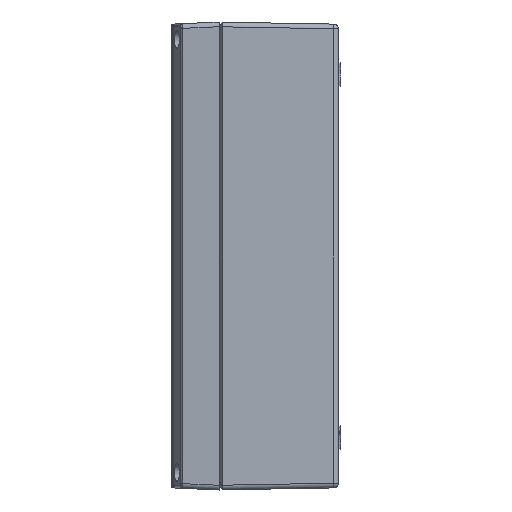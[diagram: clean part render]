
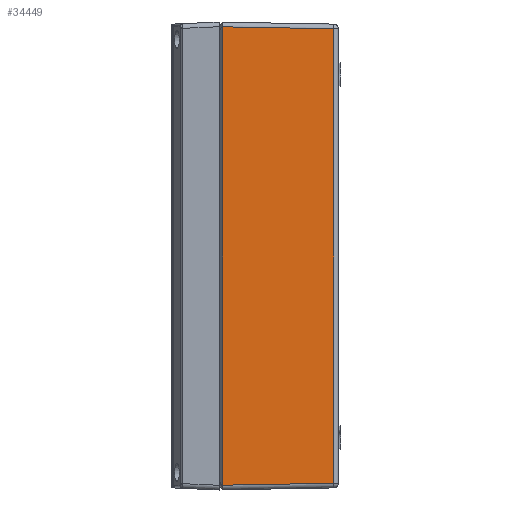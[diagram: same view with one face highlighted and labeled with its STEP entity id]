
A CAD part, left-side view. The second image highlights one B-rep face of the part: STEP entity #34449.
In plain terms, the highlighted planar face has unit normal (-1, -0.018, 0).
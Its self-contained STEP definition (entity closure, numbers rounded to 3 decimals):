
#25605 = PLANE ( 'NONE',  #26003 ) ;
#26003 = AXIS2_PLACEMENT_3D ( 'NONE', #26252, #26250, #26217 ) ;
#26217 = DIRECTION ( 'NONE',  ( 0.017, -1., 0. ) ) ;
#26250 = DIRECTION ( 'NONE',  ( -1., -0.017, 0. ) ) ;
#26251 = FACE_OUTER_BOUND ( 'NONE', #34366, .T. ) ;
#26252 = CARTESIAN_POINT ( 'NONE',  ( -140., 0., -100. ) ) ;
#26256 = CARTESIAN_POINT ( 'NONE',  ( -139.939, -3.5, 97.939 ) ) ;
#26364 = LINE ( 'NONE', #26380, #26366 ) ;
#26365 = DIRECTION ( 'NONE',  ( 0., 0., 1. ) ) ;
#26366 = VECTOR ( 'NONE', #26365, 1000. ) ;
#26380 = CARTESIAN_POINT ( 'NONE',  ( -139.109, -51.035, 99.075 ) ) ;
#26529 = DIRECTION ( 'NONE',  ( 0., 0., -1. ) ) ;
#26530 = VECTOR ( 'NONE', #26529, 1000. ) ;
#26531 = CARTESIAN_POINT ( 'NONE',  ( -139.939, -3.5, -99.965 ) ) ;
#26532 = LINE ( 'NONE', #26531, #26530 ) ;
#26534 = CARTESIAN_POINT ( 'NONE',  ( -139.939, -3.5, -97.939 ) ) ;
#26535 = DIRECTION ( 'NONE',  ( 0.017, -1., 0.017 ) ) ;
#26536 = VECTOR ( 'NONE', #26535, 1000. ) ;
#26537 = CARTESIAN_POINT ( 'NONE',  ( -140.001, 0.035, -98.001 ) ) ;
#26538 = LINE ( 'NONE', #26537, #26536 ) ;
#26540 = DIRECTION ( 'NONE',  ( -0.017, 1., 0.017 ) ) ;
#26541 = VECTOR ( 'NONE', #26540, 1000. ) ;
#26542 = CARTESIAN_POINT ( 'NONE',  ( -139.94, -3.454, 97.94 ) ) ;
#26543 = LINE ( 'NONE', #26542, #26541 ) ;
#26566 = CARTESIAN_POINT ( 'NONE',  ( -139.109, -51.035, -97.109 ) ) ;
#26567 = CARTESIAN_POINT ( 'NONE',  ( -139.109, -51.035, 97.109 ) ) ;
#34364 = EDGE_CURVE ( 'NONE', #34476, #34475, #26364, .T. ) ;
#34366 = EDGE_LOOP ( 'NONE', ( #34450, #34473, #34453, #34455 ) ) ;
#34447 = VERTEX_POINT ( 'NONE', #26256 ) ;
#34449 = ADVANCED_FACE ( 'NONE', ( #26251 ), #25605, .T. ) ;
#34450 = ORIENTED_EDGE ( 'NONE', *, *, #34364, .T. ) ;
#34452 = EDGE_CURVE ( 'NONE', #34475, #34447, #26543, .T. ) ;
#34453 = ORIENTED_EDGE ( 'NONE', *, *, #34456, .T. ) ;
#34454 = EDGE_CURVE ( 'NONE', #34460, #34476, #26538, .T. ) ;
#34455 = ORIENTED_EDGE ( 'NONE', *, *, #34454, .T. ) ;
#34456 = EDGE_CURVE ( 'NONE', #34447, #34460, #26532, .T. ) ;
#34460 = VERTEX_POINT ( 'NONE', #26534 ) ;
#34473 = ORIENTED_EDGE ( 'NONE', *, *, #34452, .T. ) ;
#34475 = VERTEX_POINT ( 'NONE', #26567 ) ;
#34476 = VERTEX_POINT ( 'NONE', #26566 ) ;
